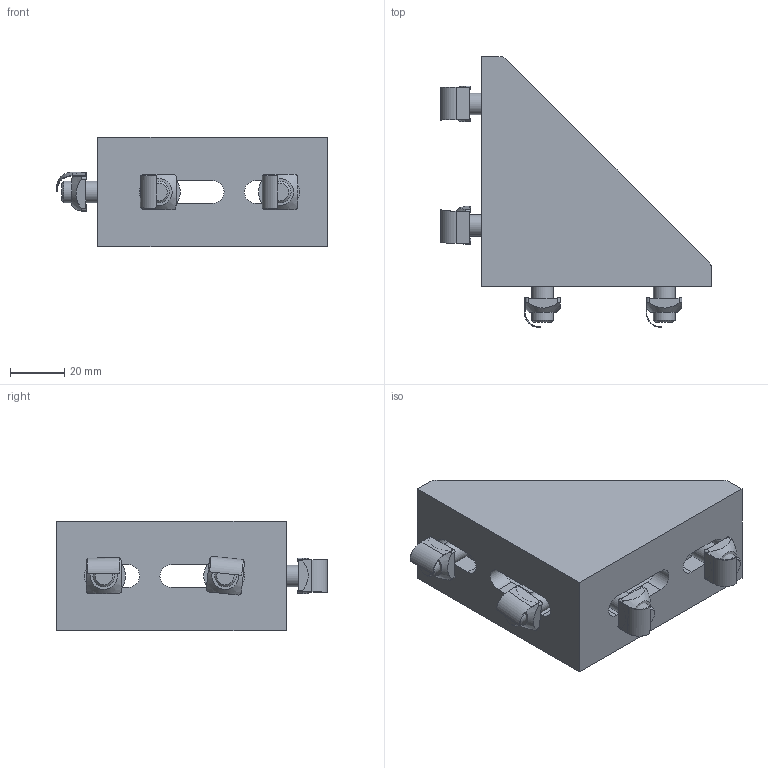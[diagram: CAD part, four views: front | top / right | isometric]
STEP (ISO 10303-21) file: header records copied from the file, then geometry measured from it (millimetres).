
FILE_DESCRIPTION(/* description */ ('Montagewinkel 45x90 GD-Z leitfähig'),/* implementation_level */ '2;1');
FILE_NAME(/* name */ 'ZEI_CAD_211397-8-REV00_#SALL_#AIN_#V1.step',/* time_stamp */ '2022-10-10T06:57:35+02:00',/* author */ ('MiniTec'),/* organization */ ('MiniTec GmbH & Co.KG'),/* preprocessor_version */ 'ST-DEVELOPER v18.1',/* originating_system */ 'Autodesk Inventor 2021',/* authorisation */ '');
FILE_SCHEMA (('CONFIG_CONTROL_DESIGN'));
Length unit declared in the file: millimetre
Products named in the file (5): leer; 21-1397-12FZ.000; leer_1; 21-1390-2FZ.002; leer_2
Assembly tree (13 placements, depth 2):
  leer
    21-1397-12FZ.000
    leer_1  x4
    21-1390-2FZ.002  x4
    leer_2  x4
Bounding box: 100.3 x 100.3 x 40.5 mm (x, y, z)
Volume: 83017.8 mm3; surface area: 37668.1 mm2
Topology: 13 solids, 13 shells, 251 faces, 651 edges, 430 vertices
Faces by surface type: plane 142, cylinder 85, torus 12, cone 12
Full cylindrical faces by diameter (mm): 6.647 x4, 8 x4, 8.4 x4, 13 x4, 16 x4
Entity records: 3874 total; most frequent: CARTESIAN_POINT 802, DIRECTION 621, ORIENTED_EDGE 592, EDGE_CURVE 296, AXIS2_PLACEMENT_3D 221, VERTEX_POINT 196, LINE 179, VECTOR 179
